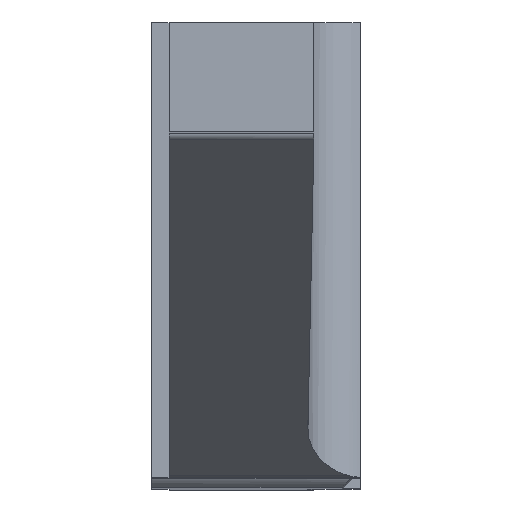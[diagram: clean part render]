
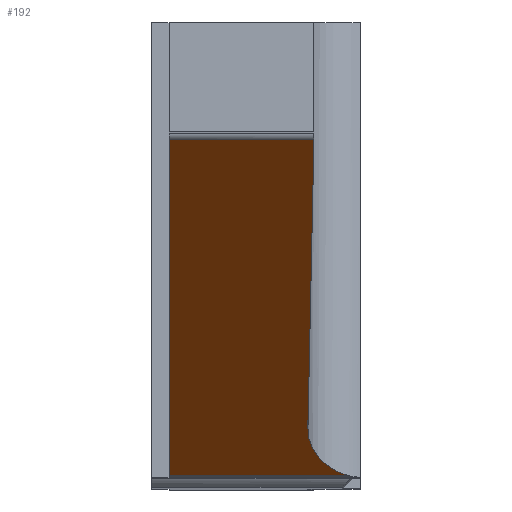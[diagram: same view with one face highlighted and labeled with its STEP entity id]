
A CAD part, top view. The second image highlights one B-rep face of the part: STEP entity #192.
In plain terms, the highlighted planar face has unit normal (0, -0.766, 0.643).
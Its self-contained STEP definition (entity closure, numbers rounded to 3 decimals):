
#7 = LINE ( 'NONE', #558, #20 ) ;
#20 = VECTOR ( 'NONE', #554, 1000. ) ;
#30 = CARTESIAN_POINT ( 'NONE',  ( -0.8, 2.025, 19.996 ) ) ;
#39 = CARTESIAN_POINT ( 'NONE',  ( -0.801, 1.981, 19.943 ) ) ;
#46 = VERTEX_POINT ( 'NONE', #863 ) ;
#122 = VERTEX_POINT ( 'NONE', #808 ) ;
#169 = DIRECTION ( 'NONE',  ( 0., -0.643, -0.766 ) ) ;
#174 = CARTESIAN_POINT ( 'NONE',  ( -3.3, 2.018, 19.988 ) ) ;
#192 = ADVANCED_FACE ( 'NONE', ( #959 ), #708, .T. ) ;
#338 = CARTESIAN_POINT ( 'NONE',  ( -0.195, -3.813, 13.039 ) ) ;
#345 = ORIENTED_EDGE ( 'NONE', *, *, #976, .F. ) ;
#368 = CARTESIAN_POINT ( 'NONE',  ( -3.3, -3.813, 13.039 ) ) ;
#402 = ORIENTED_EDGE ( 'NONE', *, *, #1091, .T. ) ;
#416 = DIRECTION ( 'NONE',  ( 0.013, 0.643, 0.766 ) ) ;
#462 = LINE ( 'NONE', #174, #832 ) ;
#465 = CARTESIAN_POINT ( 'NONE',  ( -0.195, -3.813, 13.039 ) ) ;
#467 = CARTESIAN_POINT ( 'NONE',  ( -0.639, -3.7, 13.173 ) ) ;
#472 = CARTESIAN_POINT ( 'NONE',  ( -0.913, -3.385, 13.549 ) ) ;
#476 = CARTESIAN_POINT ( 'NONE',  ( -0.905, -2.995, 14.013 ) ) ;
#477 = DIRECTION ( 'NONE',  ( 1., 0., 0. ) ) ;
#480 = CARTESIAN_POINT ( 'NONE',  ( 0., 1.981, 19.943 ) ) ;
#554 = DIRECTION ( 'NONE',  ( -1., 0., 0. ) ) ;
#558 = CARTESIAN_POINT ( 'NONE',  ( 0., -3.813, 13.039 ) ) ;
#592 = ORIENTED_EDGE ( 'NONE', *, *, #996, .T. ) ;
#626 = DIRECTION ( 'NONE',  ( 0., -0.766, 0.643 ) ) ;
#688 = VERTEX_POINT ( 'NONE', #39 ) ;
#708 = PLANE ( 'NONE',  #1024 ) ;
#721 = EDGE_CURVE ( 'NONE', #730, #831, #7, .T. ) ;
#730 = VERTEX_POINT ( 'NONE', #338 ) ;
#808 = CARTESIAN_POINT ( 'NONE',  ( -0.905, -2.995, 14.013 ) ) ;
#831 = VERTEX_POINT ( 'NONE', #368 ) ;
#832 = VECTOR ( 'NONE', #169, 1000. ) ;
#834 = DIRECTION ( 'NONE',  ( 0., -0.643, -0.766 ) ) ;
#854 = LINE ( 'NONE', #30, #1001 ) ;
#863 = CARTESIAN_POINT ( 'NONE',  ( -3.3, 1.981, 19.943 ) ) ;
#868 = LINE ( 'NONE', #480, #1014 ) ;
#919 = CARTESIAN_POINT ( 'NONE',  ( 0., 2.018, 19.988 ) ) ;
#938 = ORIENTED_EDGE ( 'NONE', *, *, #983, .F. ) ;
#959 = FACE_OUTER_BOUND ( 'NONE', #1110, .T. ) ;
#976 = EDGE_CURVE ( 'NONE', #46, #688, #868, .T. ) ;
#983 = EDGE_CURVE ( 'NONE', #122, #730, #1000, .T. ) ;
#996 = EDGE_CURVE ( 'NONE', #122, #688, #854, .T. ) ;
#1000 =( BOUNDED_CURVE ( )  B_SPLINE_CURVE ( 3, ( #476, #472, #467, #465 ),
 .UNSPECIFIED., .F., .T. ) 
 B_SPLINE_CURVE_WITH_KNOTS ( ( 4, 4 ),
 ( 1.553, 2.847 ),
 .UNSPECIFIED. ) 
 CURVE ( )  GEOMETRIC_REPRESENTATION_ITEM ( )  RATIONAL_B_SPLINE_CURVE ( ( 1., 0.865, 0.865, 1. ) ) 
 REPRESENTATION_ITEM ( '' )  );
#1001 = VECTOR ( 'NONE', #416, 1000. ) ;
#1014 = VECTOR ( 'NONE', #477, 1000. ) ;
#1024 = AXIS2_PLACEMENT_3D ( 'NONE', #919, #626, #834 ) ;
#1086 = ORIENTED_EDGE ( 'NONE', *, *, #721, .F. ) ;
#1091 = EDGE_CURVE ( 'NONE', #46, #831, #462, .T. ) ;
#1110 = EDGE_LOOP ( 'NONE', ( #592, #345, #402, #1086, #938 ) ) ;
